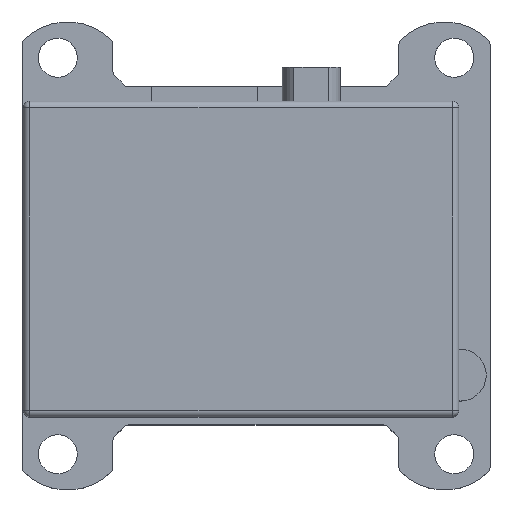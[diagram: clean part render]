
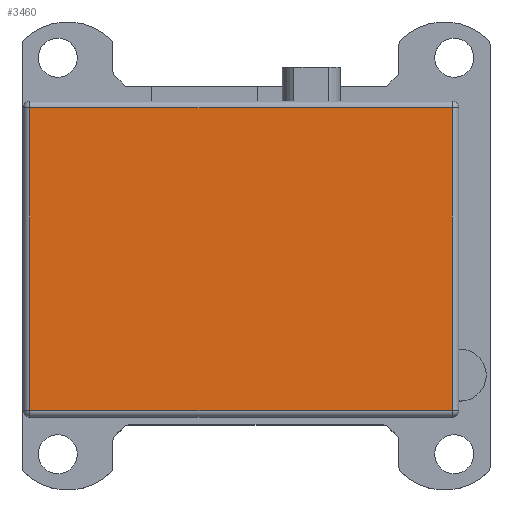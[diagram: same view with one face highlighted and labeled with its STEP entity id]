
A CAD part, top view. The second image highlights one B-rep face of the part: STEP entity #3460.
In plain terms, the highlighted planar face has unit normal (0, 0, 1).
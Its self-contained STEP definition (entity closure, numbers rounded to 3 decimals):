
#389=FACE_OUTER_BOUND('',#590,.T.);
#590=EDGE_LOOP('',(#3042,#3043,#3044,#3045));
#937=LINE('',#5663,#1309);
#941=LINE('',#5688,#1313);
#942=LINE('',#5690,#1314);
#944=LINE('',#5693,#1316);
#1309=VECTOR('',#4641,10.);
#1313=VECTOR('',#4671,10.);
#1314=VECTOR('',#4674,10.);
#1316=VECTOR('',#4678,10.);
#1643=VERTEX_POINT('',#5646);
#1646=VERTEX_POINT('',#5656);
#1648=VERTEX_POINT('',#5666);
#1653=VERTEX_POINT('',#5679);
#2114=EDGE_CURVE('',#1643,#1646,#937,.T.);
#2126=EDGE_CURVE('',#1646,#1653,#941,.T.);
#2127=EDGE_CURVE('',#1653,#1648,#942,.T.);
#2129=EDGE_CURVE('',#1648,#1643,#944,.T.);
#3042=ORIENTED_EDGE('',*,*,#2114,.F.);
#3043=ORIENTED_EDGE('',*,*,#2129,.F.);
#3044=ORIENTED_EDGE('',*,*,#2127,.F.);
#3045=ORIENTED_EDGE('',*,*,#2126,.F.);
#3281=PLANE('',#3778);
#3460=ADVANCED_FACE('',(#389),#3281,.T.);
#3778=AXIS2_PLACEMENT_3D('',#5695,#4680,#4681);
#4641=DIRECTION('',(1.,0.,0.));
#4671=DIRECTION('',(0.,-1.,0.));
#4674=DIRECTION('',(-1.,0.,0.));
#4678=DIRECTION('',(0.,1.,0.));
#4680=DIRECTION('center_axis',(0.,0.,1.));
#4681=DIRECTION('ref_axis',(1.,0.,0.));
#5646=CARTESIAN_POINT('',(-15.351,11.539,5.45));
#5656=CARTESIAN_POINT('',(17.149,11.539,5.45));
#5663=CARTESIAN_POINT('',(9.274,11.539,5.45));
#5666=CARTESIAN_POINT('',(-15.351,-11.761,5.45));
#5679=CARTESIAN_POINT('',(17.149,-11.761,5.45));
#5688=CARTESIAN_POINT('',(17.149,-6.186,5.45));
#5690=CARTESIAN_POINT('',(-7.476,-11.761,5.45));
#5693=CARTESIAN_POINT('',(-15.351,5.964,5.45));
#5695=CARTESIAN_POINT('Origin',(0.899,-0.111,5.45));
